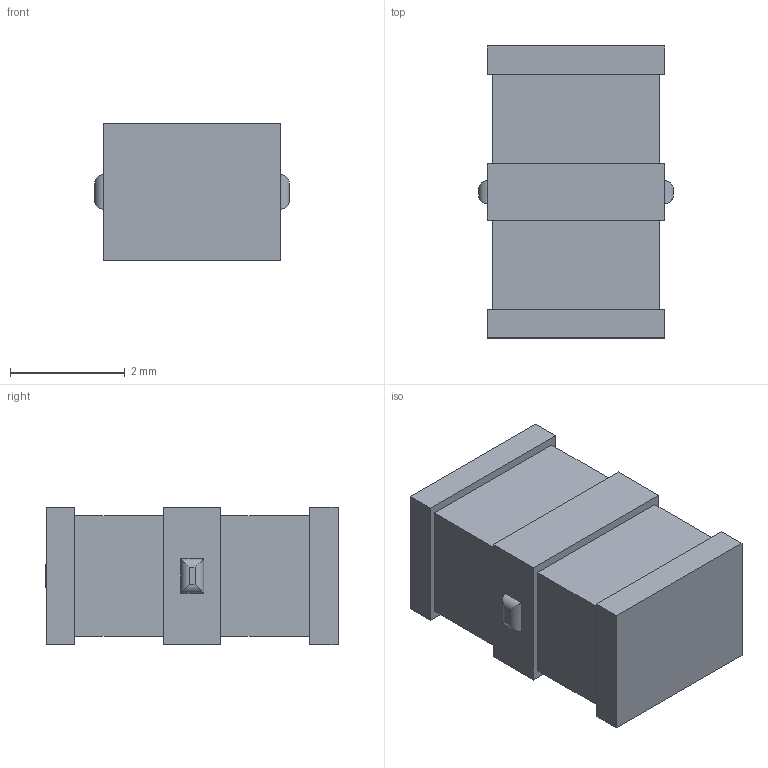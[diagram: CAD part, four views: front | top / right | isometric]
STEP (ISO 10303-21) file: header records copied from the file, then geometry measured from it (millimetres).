
FILE_DESCRIPTION (( 'STEP AP214' ), '1' );
FILE_NAME ('AL_KAE1_W3.1W23.4H5.1T2.1T22.4.STEP', '2021-01-20T22:59:10', ( '' ), ( '' ), 'SwSTEP 2.0', 'SolidWorks 2014', '' );
FILE_SCHEMA (( 'AUTOMOTIVE_DESIGN' ));
Length unit declared in the file: millimetre
Products named in the file (1): AL_KAE1_W3.1W23.4H5.1T2.1T22.4
Bounding box: 3.4 x 5.11 x 2.4 mm (x, y, z)
Volume: 33.8 mm3; surface area: 74.6 mm2
Topology: 4 solids, 4 shells, 93 faces, 237 edges, 158 vertices
Faces by surface type: plane 85, cylinder 8
Entity records: 3208 total; most frequent: CARTESIAN_POINT 513, ORIENTED_EDGE 474, DIRECTION 417, EDGE_CURVE 237, VECTOR 229, LINE 229, VERTEX_POINT 158, EDGE_LOOP 99
